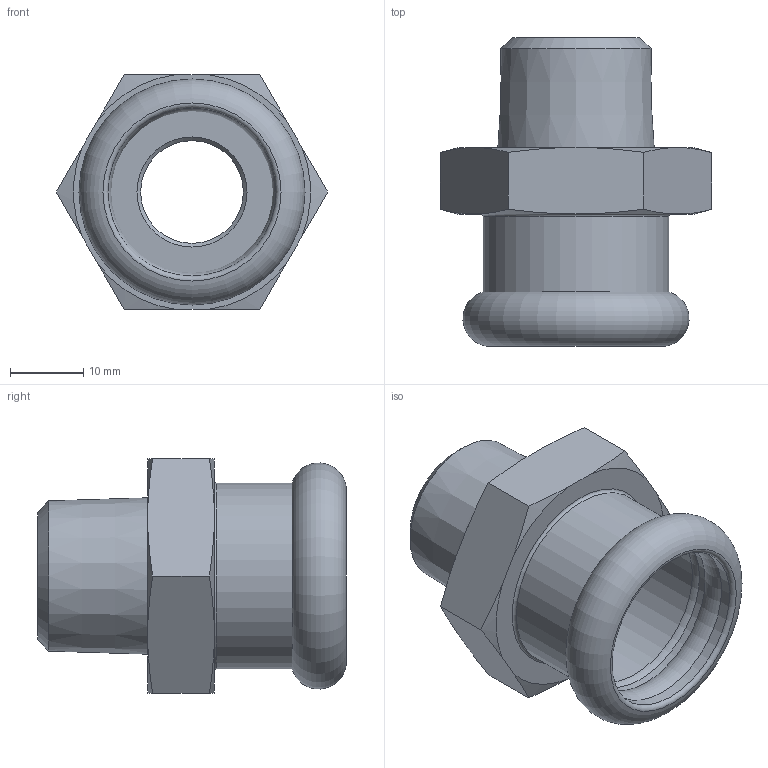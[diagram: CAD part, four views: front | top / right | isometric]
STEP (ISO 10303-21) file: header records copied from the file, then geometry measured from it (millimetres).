
FILE_DESCRIPTION(/* description */ ('MANICOTTO FILETTATO MASCHIO 1/2"x22 (INOXPRES)'),/* implementation_level */ '2;1');
FILE_NAME(/* name */ '187102022_Inoxpres.stp',/* time_stamp */ '2022-10-11T15:52:42+02:00',/* author */ ('Vault'),/* organization */ ('Raccorderie metalliche s.p.a. '),/* preprocessor_version */ 'ST-DEVELOPER v18.1',/* originating_system */ 'Autodesk Inventor 2020',/* authorisation */ 'Raccorderie metalliche s.p.a. ');
FILE_SCHEMA (('AUTOMOTIVE_DESIGN { 1 0 10303 214 3 1 1 }'));
Length unit declared in the file: millimetre
Products named in the file (1): 187102022_Inoxpres
Bounding box: 36.95 x 42 x 32 mm (x, y, z)
Volume: 11799.8 mm3; surface area: 7392.4 mm2
Topology: 1 solids, 1 shells, 36 faces, 99 edges, 67 vertices
Faces by surface type: cone 16, plane 10, torus 5, cylinder 5
Full cylindrical faces by diameter (mm): 14 x1, 22.3 x1, 22.9 x2, 25.3 x1
Entity records: 1196 total; most frequent: CARTESIAN_POINT 251, ORIENTED_EDGE 198, DIRECTION 197, EDGE_CURVE 99, AXIS2_PLACEMENT_3D 85, VERTEX_POINT 67, CIRCLE 48, EDGE_LOOP 40
